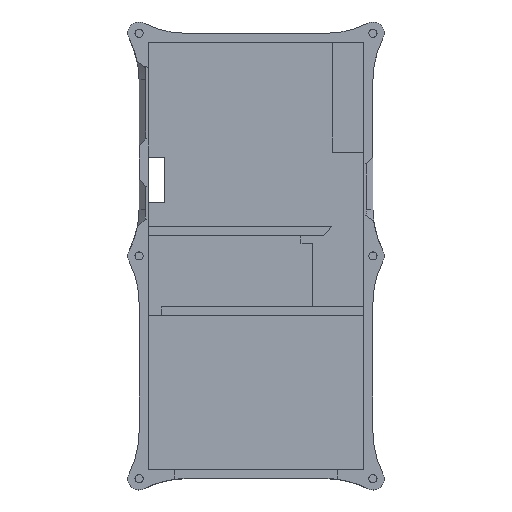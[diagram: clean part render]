
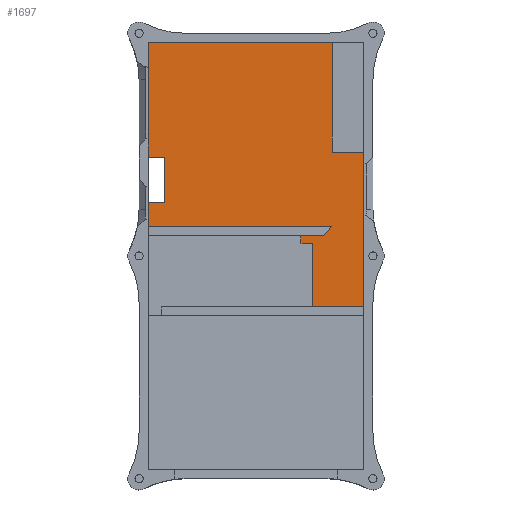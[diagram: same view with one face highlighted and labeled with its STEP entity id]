
A CAD part, top view. The second image highlights one B-rep face of the part: STEP entity #1697.
In plain terms, the highlighted planar face has unit normal (0, 0, 1).
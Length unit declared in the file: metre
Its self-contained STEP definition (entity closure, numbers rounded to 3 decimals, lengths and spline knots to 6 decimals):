
#89=LINE('',#2562,#275);
#104=LINE('',#2589,#290);
#123=LINE('',#2640,#309);
#132=LINE('',#2657,#318);
#163=LINE('',#2743,#349);
#165=LINE('',#2747,#351);
#168=LINE('',#2752,#354);
#169=LINE('',#2754,#355);
#170=LINE('',#2756,#356);
#171=LINE('',#2758,#357);
#172=LINE('',#2760,#358);
#173=LINE('',#2762,#359);
#174=LINE('',#2764,#360);
#175=LINE('',#2766,#361);
#176=LINE('',#2767,#362);
#177=LINE('',#2769,#363);
#275=VECTOR('',#2041,1.);
#290=VECTOR('',#2056,1.);
#309=VECTOR('',#2099,1.);
#318=VECTOR('',#2110,1.);
#349=VECTOR('',#2217,1.);
#351=VECTOR('',#2221,1.);
#354=VECTOR('',#2226,1.);
#355=VECTOR('',#2229,1.);
#356=VECTOR('',#2230,1.);
#357=VECTOR('',#2231,1.);
#358=VECTOR('',#2232,1.);
#359=VECTOR('',#2233,1.);
#360=VECTOR('',#2234,1.);
#361=VECTOR('',#2235,1.);
#362=VECTOR('',#2236,1.);
#363=VECTOR('',#2237,1.);
#691=ORIENTED_EDGE('',*,*,#1005,.T.);
#692=ORIENTED_EDGE('',*,*,#1088,.T.);
#693=ORIENTED_EDGE('',*,*,#1089,.T.);
#694=ORIENTED_EDGE('',*,*,#1090,.F.);
#695=ORIENTED_EDGE('',*,*,#1091,.T.);
#696=ORIENTED_EDGE('',*,*,#1092,.T.);
#697=ORIENTED_EDGE('',*,*,#1093,.T.);
#698=ORIENTED_EDGE('',*,*,#1094,.T.);
#699=ORIENTED_EDGE('',*,*,#1041,.F.);
#700=ORIENTED_EDGE('',*,*,#1095,.F.);
#701=ORIENTED_EDGE('',*,*,#1096,.F.);
#702=ORIENTED_EDGE('',*,*,#1032,.F.);
#703=ORIENTED_EDGE('',*,*,#990,.T.);
#704=ORIENTED_EDGE('',*,*,#1082,.T.);
#705=ORIENTED_EDGE('',*,*,#1084,.F.);
#706=ORIENTED_EDGE('',*,*,#1087,.F.);
#990=EDGE_CURVE('',#1235,#1234,#89,.T.);
#1005=EDGE_CURVE('',#1247,#1246,#104,.T.);
#1032=EDGE_CURVE('',#1235,#1267,#123,.T.);
#1041=EDGE_CURVE('',#1273,#1274,#132,.T.);
#1082=EDGE_CURVE('',#1234,#1290,#163,.T.);
#1084=EDGE_CURVE('',#1291,#1290,#165,.T.);
#1087=EDGE_CURVE('',#1247,#1291,#168,.T.);
#1088=EDGE_CURVE('',#1246,#1293,#169,.T.);
#1089=EDGE_CURVE('',#1293,#1294,#170,.T.);
#1090=EDGE_CURVE('',#1295,#1294,#171,.T.);
#1091=EDGE_CURVE('',#1295,#1296,#172,.T.);
#1092=EDGE_CURVE('',#1296,#1297,#173,.T.);
#1093=EDGE_CURVE('',#1297,#1298,#174,.T.);
#1094=EDGE_CURVE('',#1298,#1274,#175,.T.);
#1095=EDGE_CURVE('',#1299,#1273,#176,.T.);
#1096=EDGE_CURVE('',#1267,#1299,#177,.T.);
#1234=VERTEX_POINT('',#2561);
#1235=VERTEX_POINT('',#2563);
#1246=VERTEX_POINT('',#2588);
#1247=VERTEX_POINT('',#2590);
#1267=VERTEX_POINT('',#2641);
#1273=VERTEX_POINT('',#2656);
#1274=VERTEX_POINT('',#2658);
#1290=VERTEX_POINT('',#2742);
#1291=VERTEX_POINT('',#2746);
#1293=VERTEX_POINT('',#2755);
#1294=VERTEX_POINT('',#2757);
#1295=VERTEX_POINT('',#2759);
#1296=VERTEX_POINT('',#2761);
#1297=VERTEX_POINT('',#2763);
#1298=VERTEX_POINT('',#2765);
#1299=VERTEX_POINT('',#2768);
#1433=EDGE_LOOP('',(#691,#692,#693,#694,#695,#696,#697,#698,#699,#700,#701,
#702,#703,#704,#705,#706));
#1538=FACE_BOUND('',#1433,.T.);
#1607=PLANE('',#1856);
#1697=ADVANCED_FACE('',(#1538),#1607,.T.);
#1856=AXIS2_PLACEMENT_3D('',#2753,#2227,#2228);
#2041=DIRECTION('',(0.,-1.,0.));
#2056=DIRECTION('',(0.,-1.,0.));
#2099=DIRECTION('',(1.,0.,0.));
#2110=DIRECTION('',(0.,-1.,0.));
#2217=DIRECTION('',(1.,0.,0.));
#2221=DIRECTION('',(0.,1.,0.));
#2226=DIRECTION('',(1.,0.,0.));
#2227=DIRECTION('',(0.,0.,1.));
#2228=DIRECTION('',(1.,0.,0.));
#2229=DIRECTION('',(1.,0.,0.));
#2230=DIRECTION('',(-0.648,-0.762,0.));
#2231=DIRECTION('',(1.,0.,0.));
#2232=DIRECTION('',(0.,-1.,0.));
#2233=DIRECTION('',(1.,0.,0.));
#2234=DIRECTION('',(0.,-1.,0.));
#2235=DIRECTION('',(1.,0.,0.));
#2236=DIRECTION('',(1.,0.,0.));
#2237=DIRECTION('',(0.,-1.,0.));
#2561=CARTESIAN_POINT('',(-0.024,0.022,0.002));
#2562=CARTESIAN_POINT('',(-0.024,0.03475,0.002));
#2563=CARTESIAN_POINT('',(-0.024,0.0475,0.002));
#2588=CARTESIAN_POINT('',(-0.024,0.0065,0.002));
#2589=CARTESIAN_POINT('',(-0.024,0.00925,0.002));
#2590=CARTESIAN_POINT('',(-0.024,0.012,0.002));
#2640=CARTESIAN_POINT('',(-0.0035,0.0475,0.002));
#2641=CARTESIAN_POINT('',(0.017,0.0475,0.002));
#2656=CARTESIAN_POINT('',(0.024,0.0231,0.002));
#2657=CARTESIAN_POINT('',(0.024,0.0059,0.002));
#2658=CARTESIAN_POINT('',(0.024,-0.0113,0.002));
#2742=CARTESIAN_POINT('',(-0.02025,0.022,0.002));
#2743=CARTESIAN_POINT('',(-0.022125,0.022,0.002));
#2746=CARTESIAN_POINT('',(-0.02025,0.012,0.002));
#2747=CARTESIAN_POINT('',(-0.02025,0.017,0.002));
#2752=CARTESIAN_POINT('',(-0.022125,0.012,0.002));
#2753=CARTESIAN_POINT('',(0.,0.,0.002));
#2754=CARTESIAN_POINT('',(-0.00365,0.0065,0.002));
#2755=CARTESIAN_POINT('',(0.0167,0.0065,0.002));
#2756=CARTESIAN_POINT('',(0.01585,0.0055,0.002));
#2757=CARTESIAN_POINT('',(0.015,0.0045,0.002));
#2758=CARTESIAN_POINT('',(0.0125,0.0045,0.002));
#2759=CARTESIAN_POINT('',(0.01,0.0045,0.002));
#2760=CARTESIAN_POINT('',(0.01,0.00365,0.002));
#2761=CARTESIAN_POINT('',(0.01,0.0028,0.002));
#2762=CARTESIAN_POINT('',(0.01125,0.0028,0.002));
#2763=CARTESIAN_POINT('',(0.0125,0.0028,0.002));
#2764=CARTESIAN_POINT('',(0.0125,-0.00425,0.002));
#2765=CARTESIAN_POINT('',(0.0125,-0.0113,0.002));
#2766=CARTESIAN_POINT('',(0.01825,-0.0113,0.002));
#2767=CARTESIAN_POINT('',(0.0205,0.0231,0.002));
#2768=CARTESIAN_POINT('',(0.017,0.0231,0.002));
#2769=CARTESIAN_POINT('',(0.017,0.0353,0.002));
